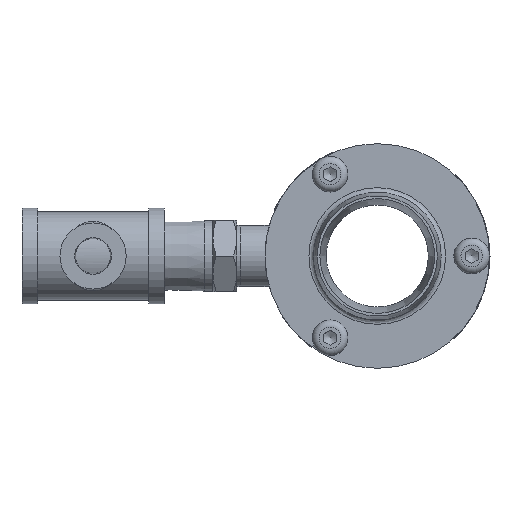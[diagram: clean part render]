
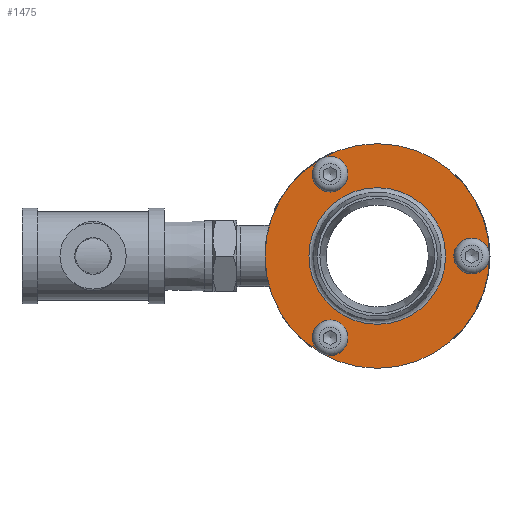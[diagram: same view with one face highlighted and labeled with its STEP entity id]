
A CAD part, left-side view. The second image highlights one B-rep face of the part: STEP entity #1475.
In plain terms, the highlighted face is planar.
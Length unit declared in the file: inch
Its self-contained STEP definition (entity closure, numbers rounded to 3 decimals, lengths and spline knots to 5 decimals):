
#1318=CARTESIAN_POINT('',(-0.13037,-1.00909,-0.93103));
#1319=VERTEX_POINT('',#1318);
#1320=CARTESIAN_POINT('',(-0.13037,-0.88731,-1.00134));
#1321=DIRECTION('',(-1.0,0.,0.));
#1322=DIRECTION('',(0.,0.866,-0.5));
#1323=AXIS2_PLACEMENT_3D('',#1320,#1321,#1322);
#1324=CIRCLE('',#1323,0.14063);
#1325=EDGE_CURVE('',#1319,#1319,#1324,.T.);
#1367=CARTESIAN_POINT('',(-0.13037,-0.76552,1.07165));
#1368=VERTEX_POINT('',#1367);
#1369=CARTESIAN_POINT('',(-0.13037,-0.88731,1.00134));
#1370=DIRECTION('',(-1.,0.,0.));
#1371=DIRECTION('',(0.,-0.866,-0.5));
#1372=AXIS2_PLACEMENT_3D('',#1369,#1370,#1371);
#1373=CIRCLE('',#1372,0.14063);
#1374=EDGE_CURVE('',#1368,#1368,#1373,.T.);
#1416=CARTESIAN_POINT('',(-0.13037,0.84707,-0.14063));
#1417=VERTEX_POINT('',#1416);
#1418=CARTESIAN_POINT('',(-0.13037,0.84707,0.0));
#1419=DIRECTION('',(-1.0,0.0,0.0));
#1420=DIRECTION('',(0.0,0.0,1.0));
#1421=AXIS2_PLACEMENT_3D('',#1418,#1419,#1420);
#1422=CIRCLE('',#1421,0.14063);
#1423=EDGE_CURVE('',#1417,#1417,#1422,.T.);
#1439=CARTESIAN_POINT('',(-0.13037,0.79674,0.0));
#1440=DIRECTION('',(1.0,0.0,0.0));
#1441=DIRECTION('',(0.0,0.0,-1.0));
#1442=AXIS2_PLACEMENT_3D('',#1439,#1440,#1441);
#1443=PLANE('',#1442);
#1444=CARTESIAN_POINT('',(-0.13037,1.06582,0.0));
#1445=VERTEX_POINT('',#1444);
#1446=CARTESIAN_POINT('',(-0.13037,-0.30918,0.0));
#1447=DIRECTION('',(1.0,0.0,0.0));
#1448=DIRECTION('',(0.0,1.0,0.0));
#1449=AXIS2_PLACEMENT_3D('',#1446,#1447,#1448);
#1450=CIRCLE('',#1449,1.375);
#1451=EDGE_CURVE('',#1445,#1445,#1450,.T.);
#1452=ORIENTED_EDGE('',*,*,#1451,.T.);
#1453=EDGE_LOOP('',(#1452));
#1454=FACE_OUTER_BOUND('',#1453,.T.);
#1455=ORIENTED_EDGE('',*,*,#1325,.T.);
#1456=EDGE_LOOP('',(#1455));
#1457=FACE_BOUND('',#1456,.T.);
#1458=ORIENTED_EDGE('',*,*,#1374,.T.);
#1459=EDGE_LOOP('',(#1458));
#1460=FACE_BOUND('',#1459,.T.);
#1461=ORIENTED_EDGE('',*,*,#1423,.T.);
#1462=EDGE_LOOP('',(#1461));
#1463=FACE_BOUND('',#1462,.T.);
#1464=CARTESIAN_POINT('',(-0.13037,0.52767,0.0));
#1465=VERTEX_POINT('',#1464);
#1466=CARTESIAN_POINT('',(-0.13037,-0.30918,0.0));
#1467=DIRECTION('',(1.0,0.0,0.0));
#1468=DIRECTION('',(0.0,1.0,0.0));
#1469=AXIS2_PLACEMENT_3D('',#1466,#1467,#1468);
#1470=CIRCLE('',#1469,0.83685);
#1471=EDGE_CURVE('',#1465,#1465,#1470,.T.);
#1472=ORIENTED_EDGE('',*,*,#1471,.F.);
#1473=EDGE_LOOP('',(#1472));
#1474=FACE_BOUND('',#1473,.T.);
#1475=ADVANCED_FACE('',(#1454,#1457,#1460,#1463,#1474),#1443,.T.);
